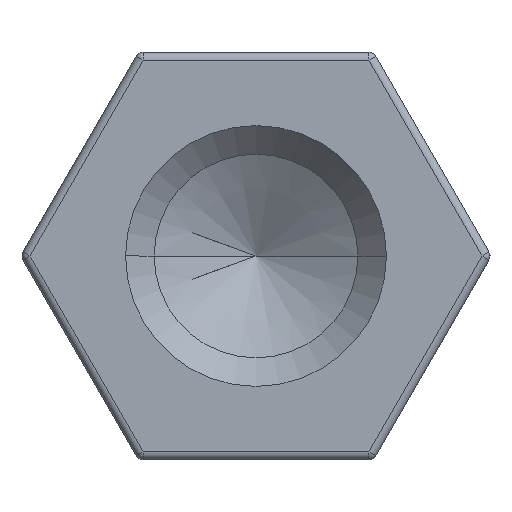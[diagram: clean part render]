
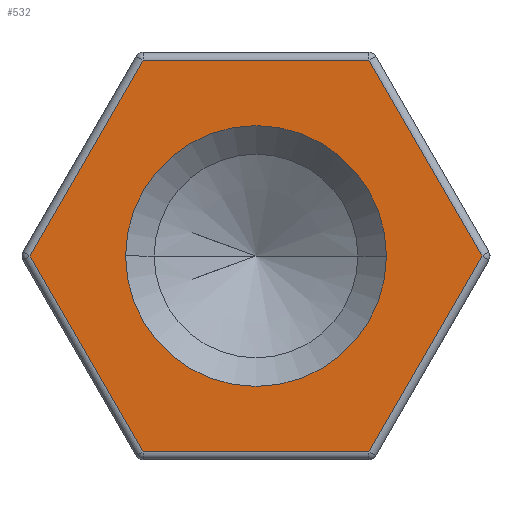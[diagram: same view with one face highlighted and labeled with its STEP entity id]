
A CAD part, left-side view. The second image highlights one B-rep face of the part: STEP entity #532.
In plain terms, the highlighted planar face has unit normal (-1, 0, 0).
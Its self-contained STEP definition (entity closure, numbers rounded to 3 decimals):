
#33 = FACE_OUTER_BOUND ( 'NONE', #1433, .T. ) ;
#43 = EDGE_LOOP ( 'NONE', ( #1376, #997 ) ) ;
#61 = VECTOR ( 'NONE', #193, 1000. ) ;
#106 = LINE ( 'NONE', #202, #1302 ) ;
#114 = VERTEX_POINT ( 'NONE', #989 ) ;
#148 = VECTOR ( 'NONE', #251, 1000. ) ;
#180 = EDGE_CURVE ( 'NONE', #1234, #1436, #746, .T. ) ;
#193 = DIRECTION ( 'NONE',  ( 0., -0.5, -0.866 ) ) ;
#199 = DIRECTION ( 'NONE',  ( 0., 0.5, -0.866 ) ) ;
#202 = CARTESIAN_POINT ( 'NONE',  ( 0., 2.078, 1.2 ) ) ;
#203 = ORIENTED_EDGE ( 'NONE', *, *, #374, .T. ) ;
#208 = EDGE_CURVE ( 'NONE', #1201, #335, #964, .T. ) ;
#210 = EDGE_CURVE ( 'NONE', #1436, #1234, #306, .T. ) ;
#213 = CARTESIAN_POINT ( 'NONE',  ( 0., 2.078, -1.2 ) ) ;
#219 = EDGE_CURVE ( 'NONE', #335, #1281, #636, .T. ) ;
#228 = CARTESIAN_POINT ( 'NONE',  ( 0., -2.078, -1.2 ) ) ;
#230 = DIRECTION ( 'NONE',  ( 0., -0.5, 0.866 ) ) ;
#251 = DIRECTION ( 'NONE',  ( 0., -1., 0. ) ) ;
#252 = CARTESIAN_POINT ( 'NONE',  ( 0., 0., -2.4 ) ) ;
#259 = CARTESIAN_POINT ( 'NONE',  ( 0., 0., 0. ) ) ;
#262 = VECTOR ( 'NONE', #765, 1000. ) ;
#306 = CIRCLE ( 'NONE', #832, 1.6 ) ;
#335 = VERTEX_POINT ( 'NONE', #415 ) ;
#337 = CARTESIAN_POINT ( 'NONE',  ( 0., -1.386, -2.4 ) ) ;
#374 = EDGE_CURVE ( 'NONE', #1160, #803, #859, .T. ) ;
#378 = EDGE_CURVE ( 'NONE', #803, #1201, #814, .T. ) ;
#379 = ORIENTED_EDGE ( 'NONE', *, *, #219, .T. ) ;
#386 = EDGE_CURVE ( 'NONE', #1281, #114, #106, .T. ) ;
#388 = EDGE_CURVE ( 'NONE', #114, #1160, #1052, .T. ) ;
#413 = FACE_BOUND ( 'NONE', #43, .T. ) ;
#415 = CARTESIAN_POINT ( 'NONE',  ( 0., -1.386, 2.4 ) ) ;
#464 = CARTESIAN_POINT ( 'NONE',  ( 0., 1.386, 2.4 ) ) ;
#532 = ADVANCED_FACE ( 'NONE', ( #33, #413 ), #898, .F. ) ;
#549 = ORIENTED_EDGE ( 'NONE', *, *, #386, .T. ) ;
#636 = LINE ( 'NONE', #783, #262 ) ;
#674 = DIRECTION ( 'NONE',  ( 0., 1., 0. ) ) ;
#746 = CIRCLE ( 'NONE', #903, 1.6 ) ;
#765 = DIRECTION ( 'NONE',  ( 0., 1., 0. ) ) ;
#767 = DIRECTION ( 'NONE',  ( 0., 1., 0. ) ) ;
#770 = DIRECTION ( 'NONE',  ( 1., 0., 0. ) ) ;
#771 = CARTESIAN_POINT ( 'NONE',  ( 0., 0., 0. ) ) ;
#783 = CARTESIAN_POINT ( 'NONE',  ( 0., 0., 2.4 ) ) ;
#803 = VERTEX_POINT ( 'NONE', #337 ) ;
#814 = LINE ( 'NONE', #228, #883 ) ;
#823 = DIRECTION ( 'NONE',  ( 0., 1., 0. ) ) ;
#825 = CARTESIAN_POINT ( 'NONE',  ( 0., -1.6, 0. ) ) ;
#826 = DIRECTION ( 'NONE',  ( 1., 0., 0. ) ) ;
#832 = AXIS2_PLACEMENT_3D ( 'NONE', #771, #770, #767 ) ;
#833 = CARTESIAN_POINT ( 'NONE',  ( 0., 0., 0. ) ) ;
#844 = CARTESIAN_POINT ( 'NONE',  ( 0., -2.078, 1.2 ) ) ;
#852 = DIRECTION ( 'NONE',  ( 0., 0.5, 0.866 ) ) ;
#859 = LINE ( 'NONE', #252, #148 ) ;
#883 = VECTOR ( 'NONE', #230, 1000. ) ;
#898 = PLANE ( 'NONE',  #1236 ) ;
#903 = AXIS2_PLACEMENT_3D ( 'NONE', #833, #826, #823 ) ;
#939 = CARTESIAN_POINT ( 'NONE',  ( 0., 1.6, 0. ) ) ;
#952 = ORIENTED_EDGE ( 'NONE', *, *, #208, .T. ) ;
#964 = LINE ( 'NONE', #844, #1400 ) ;
#989 = CARTESIAN_POINT ( 'NONE',  ( 0., 2.771, 0. ) ) ;
#997 = ORIENTED_EDGE ( 'NONE', *, *, #180, .T. ) ;
#1052 = LINE ( 'NONE', #213, #61 ) ;
#1074 = CARTESIAN_POINT ( 'NONE',  ( 0., -2.771, 0. ) ) ;
#1091 = CARTESIAN_POINT ( 'NONE',  ( 0., 1.386, -2.4 ) ) ;
#1160 = VERTEX_POINT ( 'NONE', #1091 ) ;
#1201 = VERTEX_POINT ( 'NONE', #1074 ) ;
#1234 = VERTEX_POINT ( 'NONE', #825 ) ;
#1236 = AXIS2_PLACEMENT_3D ( 'NONE', #259, #1254, #674 ) ;
#1254 = DIRECTION ( 'NONE',  ( 1., 0., 0. ) ) ;
#1281 = VERTEX_POINT ( 'NONE', #464 ) ;
#1302 = VECTOR ( 'NONE', #199, 1000. ) ;
#1306 = ORIENTED_EDGE ( 'NONE', *, *, #388, .T. ) ;
#1333 = ORIENTED_EDGE ( 'NONE', *, *, #378, .T. ) ;
#1376 = ORIENTED_EDGE ( 'NONE', *, *, #210, .T. ) ;
#1400 = VECTOR ( 'NONE', #852, 1000. ) ;
#1433 = EDGE_LOOP ( 'NONE', ( #952, #379, #549, #1306, #203, #1333 ) ) ;
#1436 = VERTEX_POINT ( 'NONE', #939 ) ;
